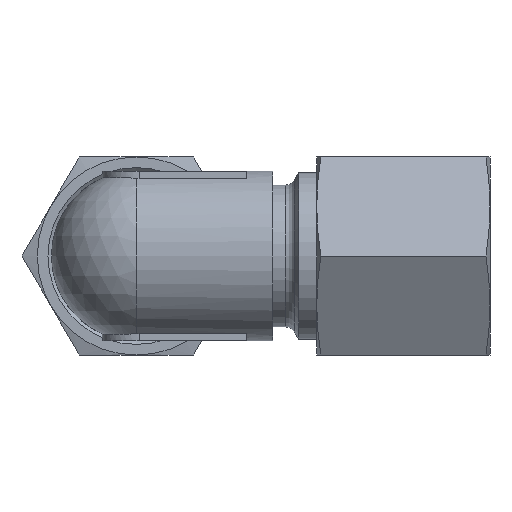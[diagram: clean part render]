
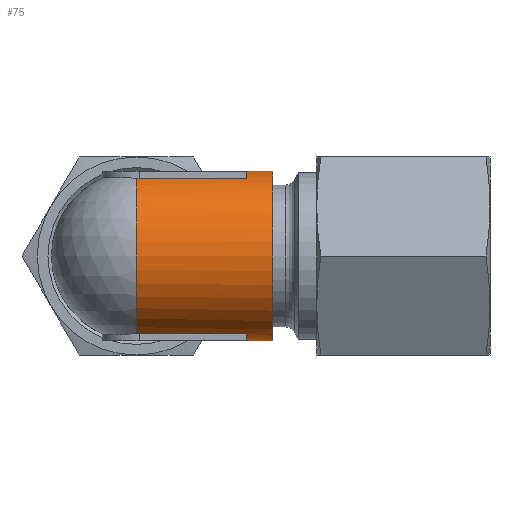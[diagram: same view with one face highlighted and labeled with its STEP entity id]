
A CAD part, left-side view. The second image highlights one B-rep face of the part: STEP entity #75.
In plain terms, the highlighted cylindrical face has radius 6 mm (diameter 12 mm), a full revolution.
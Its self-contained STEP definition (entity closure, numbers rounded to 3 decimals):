
#75 = ADVANCED_FACE( '', ( #162, #163 ), #164, .T. );
#162 = FACE_OUTER_BOUND( '', #360, .T. );
#163 = FACE_OUTER_BOUND( '', #361, .T. );
#164 = CYLINDRICAL_SURFACE( '', #362, 6. );
#360 = EDGE_LOOP( '', ( #558 ) );
#361 = EDGE_LOOP( '', ( #559, #560, #561, #562, #563, #564, #565, #566, #567, #568, #569, #570, #571, #572 ) );
#362 = AXIS2_PLACEMENT_3D( '', #573, #574, #575 );
#558 = ORIENTED_EDGE( '', *, *, #1164, .F. );
#559 = ORIENTED_EDGE( '', *, *, #1165, .F. );
#560 = ORIENTED_EDGE( '', *, *, #1166, .T. );
#561 = ORIENTED_EDGE( '', *, *, #1167, .T. );
#562 = ORIENTED_EDGE( '', *, *, #1168, .T. );
#563 = ORIENTED_EDGE( '', *, *, #1169, .T. );
#564 = ORIENTED_EDGE( '', *, *, #1170, .T. );
#565 = ORIENTED_EDGE( '', *, *, #1171, .F. );
#566 = ORIENTED_EDGE( '', *, *, #1172, .T. );
#567 = ORIENTED_EDGE( '', *, *, #1173, .F. );
#568 = ORIENTED_EDGE( '', *, *, #1174, .T. );
#569 = ORIENTED_EDGE( '', *, *, #1175, .T. );
#570 = ORIENTED_EDGE( '', *, *, #1176, .T. );
#571 = ORIENTED_EDGE( '', *, *, #1177, .T. );
#572 = ORIENTED_EDGE( '', *, *, #1178, .T. );
#573 = CARTESIAN_POINT( '', ( 0., -25., 0. ) );
#574 = DIRECTION( '', ( 0., 1., 0. ) );
#575 = DIRECTION( '', ( 1., 0., 0. ) );
#1164 = EDGE_CURVE( '', #1338, #1338, #1339, .T. );
#1165 = EDGE_CURVE( '', #1340, #1341, #1342, .T. );
#1166 = EDGE_CURVE( '', #1340, #1343, #1344, .T. );
#1167 = EDGE_CURVE( '', #1343, #1345, #1346, .T. );
#1168 = EDGE_CURVE( '', #1345, #1347, #1348, .F. );
#1169 = EDGE_CURVE( '', #1347, #1349, #1350, .F. );
#1170 = EDGE_CURVE( '', #1349, #1351, #1352, .F. );
#1171 = EDGE_CURVE( '', #1353, #1351, #1354, .T. );
#1172 = EDGE_CURVE( '', #1353, #1355, #1356, .F. );
#1173 = EDGE_CURVE( '', #1357, #1355, #1358, .T. );
#1174 = EDGE_CURVE( '', #1357, #1359, #1360, .T. );
#1175 = EDGE_CURVE( '', #1359, #1361, #1362, .F. );
#1176 = EDGE_CURVE( '', #1361, #1363, #1364, .F. );
#1177 = EDGE_CURVE( '', #1363, #1365, #1366, .F. );
#1178 = EDGE_CURVE( '', #1365, #1341, #1367, .T. );
#1338 = VERTEX_POINT( '', #1626 );
#1339 = CIRCLE( '', #1627, 6. );
#1340 = VERTEX_POINT( '', #1628 );
#1341 = VERTEX_POINT( '', #1629 );
#1342 = CIRCLE( '', #1630, 6. );
#1343 = VERTEX_POINT( '', #1631 );
#1344 = B_SPLINE_CURVE_WITH_KNOTS( '', 3, ( #1632, #1633, #1634, #1635 ), .UNSPECIFIED., .F., .F., ( 4, 4 ), ( 0., 0. ), .UNSPECIFIED. );
#1345 = VERTEX_POINT( '', #1636 );
#1346 = LINE( '', #1637, #1638 );
#1347 = VERTEX_POINT( '', #1639 );
#1348 = CIRCLE( '', #1640, 6. );
#1349 = VERTEX_POINT( '', #1641 );
#1350 = CIRCLE( '', #1642, 6. );
#1351 = VERTEX_POINT( '', #1643 );
#1352 = LINE( '', #1644, #1645 );
#1353 = VERTEX_POINT( '', #1646 );
#1354 = B_SPLINE_CURVE_WITH_KNOTS( '', 3, ( #1647, #1648, #1649, #1650, #1651, #1652 ), .UNSPECIFIED., .F., .F., ( 4, 2, 4 ), ( 0.007, 0.007, 0.008 ), .UNSPECIFIED. );
#1355 = VERTEX_POINT( '', #1653 );
#1356 = ELLIPSE( '', #1654, 8.485, 6. );
#1357 = VERTEX_POINT( '', #1655 );
#1358 = B_SPLINE_CURVE_WITH_KNOTS( '', 3, ( #1656, #1657, #1658, #1659, #1660, #1661 ), .UNSPECIFIED., .F., .F., ( 4, 2, 4 ), ( 0., 0., 0.001 ), .UNSPECIFIED. );
#1359 = VERTEX_POINT( '', #1662 );
#1360 = LINE( '', #1663, #1664 );
#1361 = VERTEX_POINT( '', #1665 );
#1362 = CIRCLE( '', #1666, 6. );
#1363 = VERTEX_POINT( '', #1667 );
#1364 = CIRCLE( '', #1668, 6. );
#1365 = VERTEX_POINT( '', #1669 );
#1366 = LINE( '', #1670, #1671 );
#1367 = B_SPLINE_CURVE_WITH_KNOTS( '', 3, ( #1672, #1673, #1674, #1675 ), .UNSPECIFIED., .F., .F., ( 4, 4 ), ( 0.008, 0.009 ), .UNSPECIFIED. );
#1626 = CARTESIAN_POINT( '', ( 6., -9.625, 0. ) );
#1627 = AXIS2_PLACEMENT_3D( '', #2184, #2185, #2186 );
#1628 = CARTESIAN_POINT( '', ( -2.392, 0., -5.502 ) );
#1629 = CARTESIAN_POINT( '', ( -2.392, 0., 5.502 ) );
#1630 = AXIS2_PLACEMENT_3D( '', #2187, #2188, #2189 );
#1631 = CARTESIAN_POINT( '', ( -2.4, -0.2, -5.499 ) );
#1632 = CARTESIAN_POINT( '', ( -2.392, 0., -5.502 ) );
#1633 = CARTESIAN_POINT( '', ( -2.397, -0.067, -5.5 ) );
#1634 = CARTESIAN_POINT( '', ( -2.4, -0.134, -5.499 ) );
#1635 = CARTESIAN_POINT( '', ( -2.4, -0.2, -5.499 ) );
#1636 = CARTESIAN_POINT( '', ( -2.4, -7.8, -5.499 ) );
#1637 = CARTESIAN_POINT( '', ( -2.4, -25., -5.499 ) );
#1638 = VECTOR( '', #2190, 1000. );
#1639 = CARTESIAN_POINT( '', ( 0., -7.8, -6. ) );
#1640 = AXIS2_PLACEMENT_3D( '', #2191, #2192, #2193 );
#1641 = CARTESIAN_POINT( '', ( 3.2, -7.8, -5.075 ) );
#1642 = AXIS2_PLACEMENT_3D( '', #2194, #2195, #2196 );
#1643 = CARTESIAN_POINT( '', ( 3.2, -4.2, -5.075 ) );
#1644 = CARTESIAN_POINT( '', ( 3.2, -25., -5.075 ) );
#1645 = VECTOR( '', #2197, 1000. );
#1646 = CARTESIAN_POINT( '', ( 3.493, -3.493, -4.878 ) );
#1647 = CARTESIAN_POINT( '', ( 3.493, -3.493, -4.878 ) );
#1648 = CARTESIAN_POINT( '', ( 3.407, -3.579, -4.94 ) );
#1649 = CARTESIAN_POINT( '', ( 3.332, -3.686, -4.99 ) );
#1650 = CARTESIAN_POINT( '', ( 3.229, -3.927, -5.057 ) );
#1651 = CARTESIAN_POINT( '', ( 3.2, -4.063, -5.075 ) );
#1652 = CARTESIAN_POINT( '', ( 3.2, -4.2, -5.075 ) );
#1653 = CARTESIAN_POINT( '', ( 3.493, -3.493, 4.878 ) );
#1654 = AXIS2_PLACEMENT_3D( '', #2198, #2199, #2200 );
#1655 = CARTESIAN_POINT( '', ( 3.2, -4.2, 5.075 ) );
#1656 = CARTESIAN_POINT( '', ( 3.2, -4.2, 5.075 ) );
#1657 = CARTESIAN_POINT( '', ( 3.2, -4.062, 5.075 ) );
#1658 = CARTESIAN_POINT( '', ( 3.229, -3.927, 5.057 ) );
#1659 = CARTESIAN_POINT( '', ( 3.332, -3.686, 4.99 ) );
#1660 = CARTESIAN_POINT( '', ( 3.407, -3.579, 4.94 ) );
#1661 = CARTESIAN_POINT( '', ( 3.493, -3.493, 4.878 ) );
#1662 = CARTESIAN_POINT( '', ( 3.2, -7.8, 5.075 ) );
#1663 = CARTESIAN_POINT( '', ( 3.2, -25., 5.075 ) );
#1664 = VECTOR( '', #2201, 1000. );
#1665 = CARTESIAN_POINT( '', ( 0., -7.8, 6. ) );
#1666 = AXIS2_PLACEMENT_3D( '', #2202, #2203, #2204 );
#1667 = CARTESIAN_POINT( '', ( -2.4, -7.8, 5.499 ) );
#1668 = AXIS2_PLACEMENT_3D( '', #2205, #2206, #2207 );
#1669 = CARTESIAN_POINT( '', ( -2.4, -0.2, 5.499 ) );
#1670 = CARTESIAN_POINT( '', ( -2.4, -25., 5.499 ) );
#1671 = VECTOR( '', #2208, 1000. );
#1672 = CARTESIAN_POINT( '', ( -2.4, -0.2, 5.499 ) );
#1673 = CARTESIAN_POINT( '', ( -2.4, -0.133, 5.499 ) );
#1674 = CARTESIAN_POINT( '', ( -2.397, -0.067, 5.5 ) );
#1675 = CARTESIAN_POINT( '', ( -2.392, 0., 5.502 ) );
#2184 = CARTESIAN_POINT( '', ( 0., -9.625, 0. ) );
#2185 = DIRECTION( '', ( 0., -1., 0. ) );
#2186 = DIRECTION( '', ( 1., 0., 0. ) );
#2187 = CARTESIAN_POINT( '', ( 0., 0., 0. ) );
#2188 = DIRECTION( '', ( 0., 1., 0. ) );
#2189 = DIRECTION( '', ( 0., 0., -1. ) );
#2190 = DIRECTION( '', ( 0., -1., 0. ) );
#2191 = CARTESIAN_POINT( '', ( 0., -7.8, 0. ) );
#2192 = DIRECTION( '', ( 0., 1., 0. ) );
#2193 = DIRECTION( '', ( 0., 0., 1. ) );
#2194 = CARTESIAN_POINT( '', ( 0., -7.8, 0. ) );
#2195 = DIRECTION( '', ( 0., 1., 0. ) );
#2196 = DIRECTION( '', ( 0., 0., 1. ) );
#2197 = DIRECTION( '', ( 0., -1., 0. ) );
#2198 = CARTESIAN_POINT( '', ( 0., 0., 0. ) );
#2199 = DIRECTION( '', ( 0.707, 0.707, 0. ) );
#2200 = DIRECTION( '', ( 0.707, -0.707, 0. ) );
#2201 = DIRECTION( '', ( 0., -1., 0. ) );
#2202 = CARTESIAN_POINT( '', ( 0., -7.8, 0. ) );
#2203 = DIRECTION( '', ( 0., 1., 0. ) );
#2204 = DIRECTION( '', ( 0., 0., 1. ) );
#2205 = CARTESIAN_POINT( '', ( 0., -7.8, 0. ) );
#2206 = DIRECTION( '', ( 0., 1., 0. ) );
#2207 = DIRECTION( '', ( 0., 0., 1. ) );
#2208 = DIRECTION( '', ( 0., -1., 0. ) );
